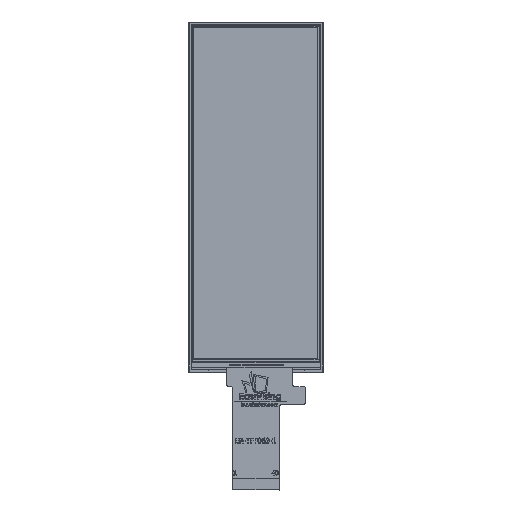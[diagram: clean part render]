
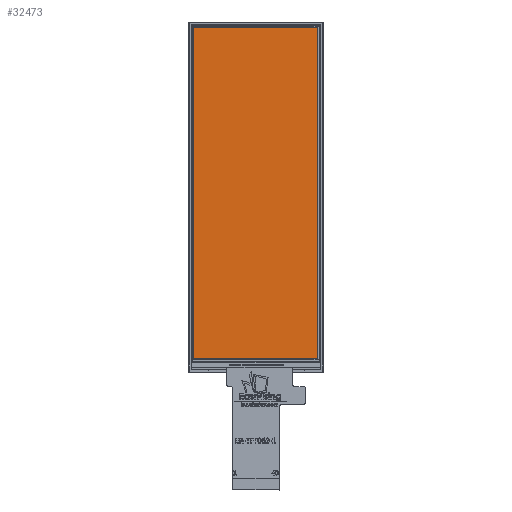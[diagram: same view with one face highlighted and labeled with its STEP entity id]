
A CAD part, top view. The second image highlights one B-rep face of the part: STEP entity #32473.
In plain terms, the highlighted planar face has unit normal (0, 0, 1).
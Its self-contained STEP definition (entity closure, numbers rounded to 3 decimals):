
#125 = VECTOR ( 'NONE', #29803, 1000. ) ;
#1505 = VECTOR ( 'NONE', #31948, 1000. ) ;
#1740 = LINE ( 'NONE', #15782, #125 ) ;
#3889 = LINE ( 'NONE', #17931, #1505 ) ;
#3981 = EDGE_CURVE ( 'NONE', #19324, #30674, #3889, .T. ) ;
#4908 = ORIENTED_EDGE ( 'NONE', *, *, #3981, .T. ) ;
#5651 = VERTEX_POINT ( 'NONE', #28449 ) ;
#6272 = LINE ( 'NONE', #20297, #44624 ) ;
#7092 = ORIENTED_EDGE ( 'NONE', *, *, #12722, .T. ) ;
#8362 = DIRECTION ( 'NONE',  ( 1., 0., 0. ) ) ;
#9031 = EDGE_LOOP ( 'NONE', ( #29668, #7092, #23198, #4908 ) ) ;
#9719 = LINE ( 'NONE', #23763, #39106 ) ;
#11632 = CARTESIAN_POINT ( 'NONE',  ( 2.2, 153.62, 2.111 ) ) ;
#11808 = PLANE ( 'NONE',  #13137 ) ;
#12722 = EDGE_CURVE ( 'NONE', #17677, #5651, #9719, .T. ) ;
#13137 = AXIS2_PLACEMENT_3D ( 'NONE', #25838, #39838, #8362 ) ;
#15782 = CARTESIAN_POINT ( 'NONE',  ( 57.5, 153.62, 2.111 ) ) ;
#16874 = EDGE_CURVE ( 'NONE', #5651, #19324, #1740, .T. ) ;
#17677 = VERTEX_POINT ( 'NONE', #23420 ) ;
#17931 = CARTESIAN_POINT ( 'NONE',  ( 2.2, 153.62, 2.111 ) ) ;
#19324 = VERTEX_POINT ( 'NONE', #28432 ) ;
#20297 = CARTESIAN_POINT ( 'NONE',  ( 2.2, 153.62, 2.111 ) ) ;
#22678 = EDGE_CURVE ( 'NONE', #30674, #17677, #6272, .T. ) ;
#23198 = ORIENTED_EDGE ( 'NONE', *, *, #16874, .T. ) ;
#23420 = CARTESIAN_POINT ( 'NONE',  ( 2.2, 6.16, 2.111 ) ) ;
#23763 = CARTESIAN_POINT ( 'NONE',  ( 2.2, 6.16, 2.111 ) ) ;
#25838 = CARTESIAN_POINT ( 'NONE',  ( 0., 0., 2.111 ) ) ;
#28432 = CARTESIAN_POINT ( 'NONE',  ( 57.5, 153.62, 2.111 ) ) ;
#28449 = CARTESIAN_POINT ( 'NONE',  ( 57.5, 6.16, 2.111 ) ) ;
#29668 = ORIENTED_EDGE ( 'NONE', *, *, #22678, .T. ) ;
#29803 = DIRECTION ( 'NONE',  ( 0., 1., 0. ) ) ;
#30674 = VERTEX_POINT ( 'NONE', #11632 ) ;
#31948 = DIRECTION ( 'NONE',  ( -1., 0., 0. ) ) ;
#32473 = ADVANCED_FACE ( 'NONE', ( #43293 ), #11808, .T. ) ;
#34283 = DIRECTION ( 'NONE',  ( 0., -1., 0. ) ) ;
#37743 = DIRECTION ( 'NONE',  ( 1., 0., 0. ) ) ;
#39106 = VECTOR ( 'NONE', #37743, 1000. ) ;
#39838 = DIRECTION ( 'NONE',  ( 0., 0., 1. ) ) ;
#43293 = FACE_OUTER_BOUND ( 'NONE', #9031, .T. ) ;
#44624 = VECTOR ( 'NONE', #34283, 1000. ) ;
